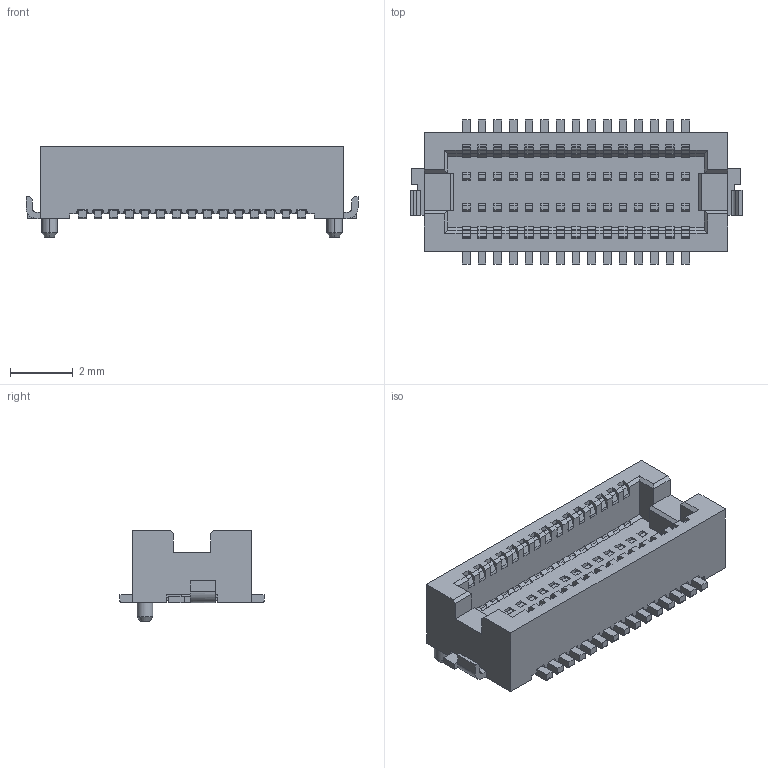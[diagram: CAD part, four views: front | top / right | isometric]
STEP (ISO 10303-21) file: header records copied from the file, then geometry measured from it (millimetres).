
FILE_DESCRIPTION(('Creo Elements/Direct Modeling STEP Export'),'2;1');
FILE_NAME('DF12(3.0)-30DP.stp','2015-08-07T 9:22:20',(''),(''),'Creo Elements/Direct Modeling STEP processor for AP214 (Solid Model)','Creo Elements/Direct Modeling 18.1E 22-Nov-2013 (C) Parametric Technology GmbH','');
FILE_SCHEMA(('AUTOMOTIVE_DESIGN { 1 0 10303 214 1 1 1 1 }'));
Length unit declared in the file: millimetre
Products named in the file (1): DF12(3.0)-30DP
Bounding box: 10.6 x 4.6 x 2.9 mm (x, y, z)
Volume: 49.6 mm3; surface area: 254.2 mm2
Topology: 1 solids, 1 shells, 1614 faces, 4585 edges, 3007 vertices
Faces by surface type: plane 1388, cylinder 222, cone 4
Entity records: 51527 total; most frequent: CARTESIAN_POINT 9198, ORIENTED_EDGE 9170, DIRECTION 8250, EDGE_CURVE 4585, VECTOR 4132, LINE 4132, VERTEX_POINT 3007, AXIS2_PLACEMENT_3D 2059
